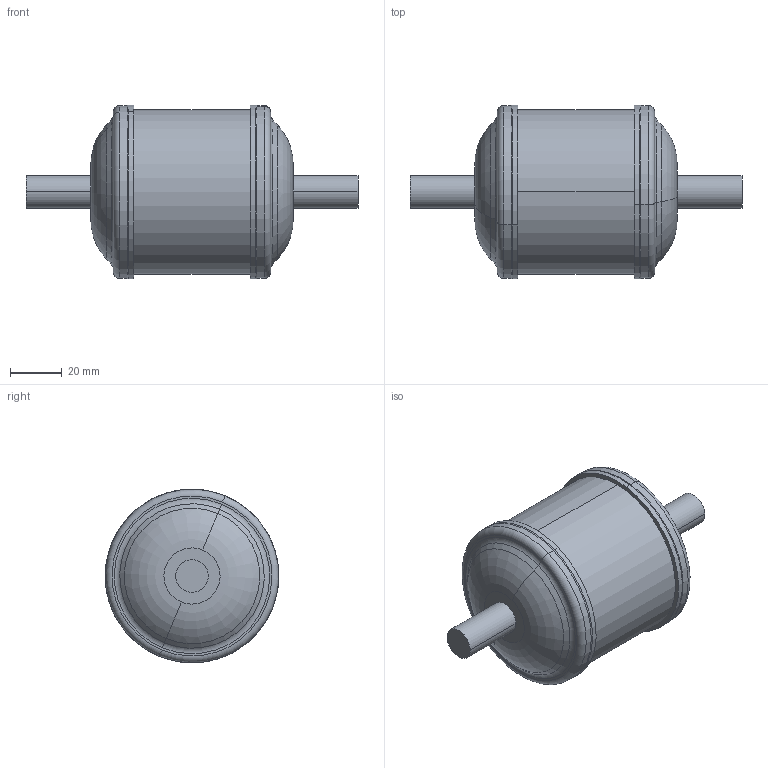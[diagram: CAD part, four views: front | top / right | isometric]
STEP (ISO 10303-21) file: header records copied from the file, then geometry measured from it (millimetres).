
FILE_DESCRIPTION (( 'STEP AP203' ), '1' );
FILE_NAME ('023B7108R- DFL 053s TW.STEP', '2022-11-10T10:57:10', ( '' ), ( '' ), 'SwSTEP 2.0', 'SolidWorks 2020', '' );
FILE_SCHEMA (( 'CONFIG_CONTROL_DESIGN' ));
Length unit declared in the file: millimetre
Products named in the file (1): 023B7108R- DFL 053s TW
Bounding box: 128 x 66.97 x 66.97 mm (x, y, z)
Volume: 233042.6 mm3; surface area: 22261.6 mm2
Topology: 1 solids, 1 shells, 46 faces, 100 edges, 58 vertices
Faces by surface type: torus 16, cylinder 14, plane 8, sphere 4, cone 4
Entity records: 1497 total; most frequent: CARTESIAN_POINT 409, DIRECTION 246, ORIENTED_EDGE 188, AXIS2_PLACEMENT_3D 113, EDGE_CURVE 94, CIRCLE 66, VERTEX_POINT 56, EDGE_LOOP 52
